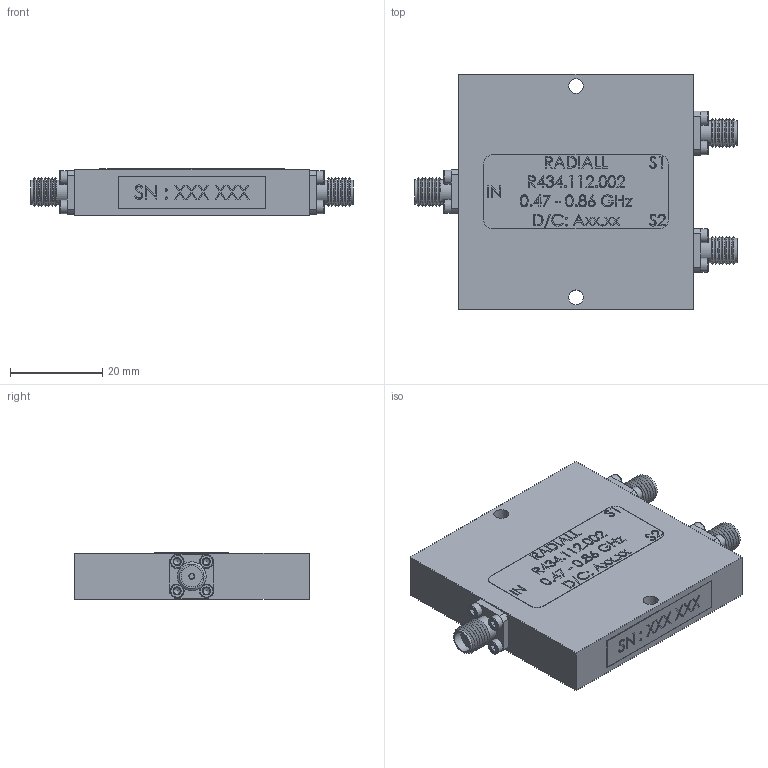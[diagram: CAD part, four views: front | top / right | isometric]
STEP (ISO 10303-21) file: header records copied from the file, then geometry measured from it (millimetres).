
FILE_DESCRIPTION (( 'STEP AP203' ), '1' );
FILE_NAME ('R434.112.002.STEP', '2017-11-09T03:09:24', ( '' ), ( '' ), 'SwSTEP 2.0', 'SolidWorks 2017', '' );
FILE_SCHEMA (( 'CONFIG_CONTROL_DESIGN' ));
Products named in the file (1): R434.112.002
Bounding box: 69.8 x 50.9 x 10.08 mm (x, y, z)
Volume: 26691 mm3; surface area: 10185.6 mm2
Topology: 2 solids, 29 shells, 1037 faces, 2623 edges, 1735 vertices
Faces by surface type: plane 599, bspline 217, cone 110, cylinder 87, torus 24
Full cylindrical faces by diameter (mm): 1.1 x3, 1.221 x12, 1.27 x6, 1.6 x12, 1.8 x12, 3 x12, 3.2 x2, 4.1 x3, 4.6 x3, 5.3 x6
Entity records: 41059 total; most frequent: CARTESIAN_POINT 18837, ORIENTED_EDGE 4658, DIRECTION 3734, EDGE_CURVE 2329, VERTEX_POINT 1630, LINE 1524, VECTOR 1524, EDGE_LOOP 1351
